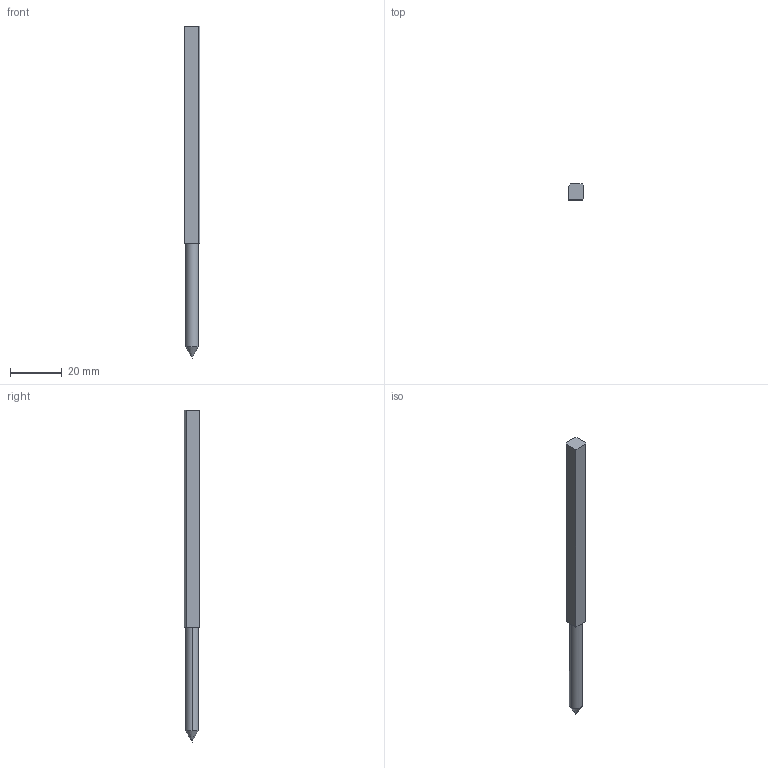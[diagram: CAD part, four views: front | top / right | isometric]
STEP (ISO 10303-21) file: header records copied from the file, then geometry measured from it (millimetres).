
FILE_DESCRIPTION (( 'STEP AP214' ), '1' );
FILE_NAME ('earbar-left.STEP', '2020-08-09T17:45:22', ( '' ), ( '' ), 'SwSTEP 2.0', 'SolidWorks 2020', '' );
FILE_SCHEMA (( 'AUTOMOTIVE_DESIGN' ));
Length unit declared in the file: millimetre
Products named in the file (1): earbar-left
Bounding box: 6.1 x 6.1 x 128.33 mm (x, y, z)
Volume: 3866.7 mm3; surface area: 2659 mm2
Topology: 1 solids, 1 shells, 13 faces, 31 edges, 19 vertices
Faces by surface type: plane 9, cone 2, cylinder 2
Entity records: 393 total; most frequent: CARTESIAN_POINT 62, DIRECTION 61, ORIENTED_EDGE 58, EDGE_CURVE 29, VECTOR 25, LINE 25, VERTEX_POINT 19, AXIS2_PLACEMENT_3D 18
